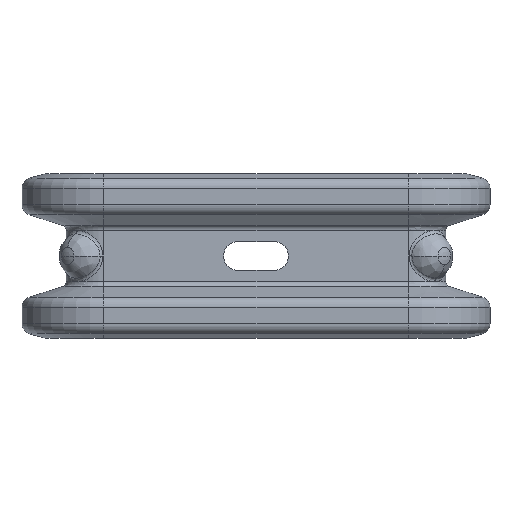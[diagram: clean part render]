
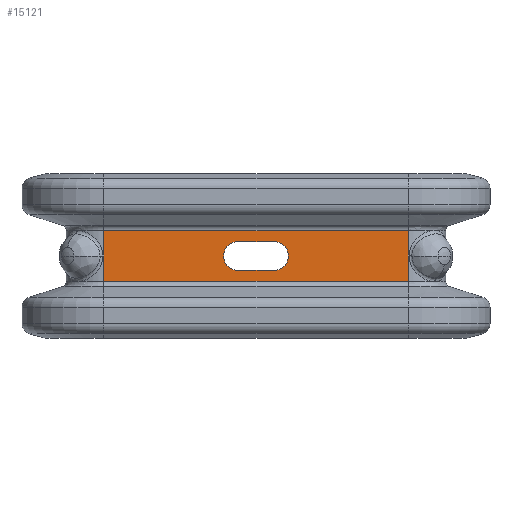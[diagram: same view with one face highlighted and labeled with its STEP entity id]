
A CAD part, left-side view. The second image highlights one B-rep face of the part: STEP entity #15121.
In plain terms, the highlighted planar face has unit normal (-1, 0, 0).
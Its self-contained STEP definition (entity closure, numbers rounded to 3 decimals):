
#572=DIRECTION('',(0.,1.,0.));
#573=VECTOR('',#572,117.);
#574=CARTESIAN_POINT('',(-257.,31.5,9.8));
#575=LINE('',#574,#573);
#3895=DIRECTION('',(0.,0.,1.));
#3896=VECTOR('',#3895,19.6);
#3897=CARTESIAN_POINT('',(-257.,148.5,-9.8));
#3898=LINE('',#3897,#3896);
#4408=DIRECTION('',(0.,0.,1.));
#4409=VECTOR('',#4408,19.6);
#4410=CARTESIAN_POINT('',(-257.,31.5,-9.8));
#4411=LINE('',#4410,#4409);
#4412=DIRECTION('',(0.,1.,0.));
#4413=VECTOR('',#4412,117.);
#4414=CARTESIAN_POINT('',(-257.,31.5,-9.8));
#4415=LINE('',#4414,#4413);
#4416=DIRECTION('',(0.,1.,0.));
#4417=VECTOR('',#4416,14.);
#4418=CARTESIAN_POINT('',(-257.,83.,5.5));
#4419=LINE('',#4418,#4417);
#4420=CARTESIAN_POINT('',(-257.,97.,0.));
#4421=DIRECTION('',(1.,0.,0.));
#4422=DIRECTION('',(0.,0.,-1.));
#4423=AXIS2_PLACEMENT_3D('',#4420,#4421,#4422);
#4425=DIRECTION('',(0.,-1.,0.));
#4426=VECTOR('',#4425,14.);
#4427=CARTESIAN_POINT('',(-257.,97.,-5.5));
#4428=LINE('',#4427,#4426);
#4429=CARTESIAN_POINT('',(-257.,83.,0.));
#4430=DIRECTION('',(1.,0.,0.));
#4431=DIRECTION('',(0.,0.,1.));
#4432=AXIS2_PLACEMENT_3D('',#4429,#4430,#4431);
#8917=CARTESIAN_POINT('',(-257.,31.5,-9.8));
#8918=VERTEX_POINT('',#8917);
#8919=CARTESIAN_POINT('',(-257.,31.5,9.8));
#8920=VERTEX_POINT('',#8919);
#8945=CARTESIAN_POINT('',(-257.,148.5,-9.8));
#8946=VERTEX_POINT('',#8945);
#8947=CARTESIAN_POINT('',(-257.,148.5,9.8));
#8948=VERTEX_POINT('',#8947);
#9173=CARTESIAN_POINT('',(-257.,83.,5.5));
#9174=CARTESIAN_POINT('',(-257.,97.,5.5));
#9175=VERTEX_POINT('',#9173);
#9176=VERTEX_POINT('',#9174);
#9177=CARTESIAN_POINT('',(-257.,97.,-5.5));
#9178=VERTEX_POINT('',#9177);
#9179=CARTESIAN_POINT('',(-257.,83.,-5.5));
#9180=VERTEX_POINT('',#9179);
#15099=CARTESIAN_POINT('',(-257.,31.5,-9.8));
#15100=DIRECTION('',(-1.,0.,0.));
#15101=DIRECTION('',(0.,0.,1.));
#15102=AXIS2_PLACEMENT_3D('',#15099,#15100,#15101);
#15103=PLANE('',#15102);
#15104=ORIENTED_EDGE('',*,*,#11707,.F.);
#15106=ORIENTED_EDGE('',*,*,#15105,.T.);
#15107=ORIENTED_EDGE('',*,*,#14795,.T.);
#15108=ORIENTED_EDGE('',*,*,#11674,.F.);
#15109=EDGE_LOOP('',(#15104,#15106,#15107,#15108));
#15110=FACE_OUTER_BOUND('',#15109,.F.);
#15112=ORIENTED_EDGE('',*,*,#15111,.T.);
#15114=ORIENTED_EDGE('',*,*,#15113,.F.);
#15116=ORIENTED_EDGE('',*,*,#15115,.T.);
#15118=ORIENTED_EDGE('',*,*,#15117,.F.);
#15119=EDGE_LOOP('',(#15112,#15114,#15116,#15118));
#15120=FACE_BOUND('',#15119,.F.);
#15121=ADVANCED_FACE('',(#15110,#15120),#15103,.T.);
#4424=CIRCLE('',#4423,5.5);
#4433=CIRCLE('',#4432,5.5);
#11674=EDGE_CURVE('',#8920,#8948,#575,.T.);
#11707=EDGE_CURVE('',#8918,#8920,#4411,.T.);
#14795=EDGE_CURVE('',#8946,#8948,#3898,.T.);
#15105=EDGE_CURVE('',#8918,#8946,#4415,.T.);
#15111=EDGE_CURVE('',#9175,#9176,#4419,.T.);
#15113=EDGE_CURVE('',#9178,#9176,#4424,.T.);
#15115=EDGE_CURVE('',#9178,#9180,#4428,.T.);
#15117=EDGE_CURVE('',#9175,#9180,#4433,.T.);
